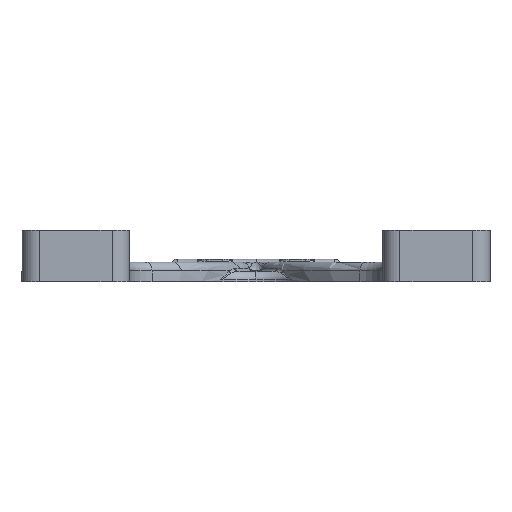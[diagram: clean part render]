
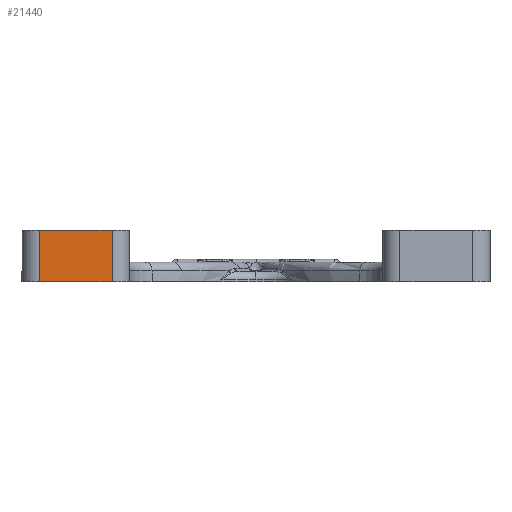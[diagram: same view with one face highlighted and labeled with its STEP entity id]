
A CAD part, left-side view. The second image highlights one B-rep face of the part: STEP entity #21440.
In plain terms, the highlighted planar face has unit normal (-1, 0, 0).
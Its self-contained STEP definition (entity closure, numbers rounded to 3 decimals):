
#1409 = EDGE_CURVE ( 'NONE', #17163, #17161, #18155, .T. ) ;
#1410 = EDGE_CURVE ( 'NONE', #17161, #17158, #18156, .T. ) ;
#1411 = EDGE_CURVE ( 'NONE', #17159, #17158, #18160, .T. ) ;
#1412 = EDGE_CURVE ( 'NONE', #17159, #17163, #18162, .T. ) ;
#5721 = EDGE_LOOP ( 'NONE', ( #14372, #14400, #14354, #14379 ) ) ;
#6571 = CARTESIAN_POINT ( 'NONE',  ( -90., 41.5, 3. ) ) ;
#6572 = CARTESIAN_POINT ( 'NONE',  ( -90., 67.5, 0. ) ) ;
#6577 = DIRECTION ( 'NONE',  ( 0., -1., 0. ) ) ;
#6578 = DIRECTION ( 'NONE',  ( 0., 0., 1. ) ) ;
#6579 = CARTESIAN_POINT ( 'NONE',  ( -90., 67.5, 14.775 ) ) ;
#6580 = DIRECTION ( 'NONE',  ( 0., -1., 0. ) ) ;
#6581 = CARTESIAN_POINT ( 'NONE',  ( -90., 62.5, 3. ) ) ;
#6582 = DIRECTION ( 'NONE',  ( 0., 0., -1. ) ) ;
#7922 = FACE_OUTER_BOUND ( 'NONE', #5721, .T. ) ;
#14354 = ORIENTED_EDGE ( 'NONE', *, *, #1411, .F. ) ;
#14372 = ORIENTED_EDGE ( 'NONE', *, *, #1409, .T. ) ;
#14379 = ORIENTED_EDGE ( 'NONE', *, *, #1412, .T. ) ;
#14400 = ORIENTED_EDGE ( 'NONE', *, *, #1410, .T. ) ;
#17025 = AXIS2_PLACEMENT_3D ( 'NONE', #19120, #19126, #19127 ) ;
#17158 = VERTEX_POINT ( 'NONE', #18731 ) ;
#17159 = VERTEX_POINT ( 'NONE', #18810 ) ;
#17161 = VERTEX_POINT ( 'NONE', #18811 ) ;
#17163 = VERTEX_POINT ( 'NONE', #18812 ) ;
#18155 = LINE ( 'NONE', #6572, #18159 ) ;
#18156 = LINE ( 'NONE', #6571, #18161 ) ;
#18159 = VECTOR ( 'NONE', #6577, 1000. ) ;
#18160 = LINE ( 'NONE', #6579, #18163 ) ;
#18161 = VECTOR ( 'NONE', #6578, 1000. ) ;
#18162 = LINE ( 'NONE', #6581, #18165 ) ;
#18163 = VECTOR ( 'NONE', #6580, 1000. ) ;
#18165 = VECTOR ( 'NONE', #6582, 1000. ) ;
#18731 = CARTESIAN_POINT ( 'NONE',  ( -90., 41.5, 14.775 ) ) ;
#18810 = CARTESIAN_POINT ( 'NONE',  ( -90., 62.5, 14.775 ) ) ;
#18811 = CARTESIAN_POINT ( 'NONE',  ( -90., 41.5, 0. ) ) ;
#18812 = CARTESIAN_POINT ( 'NONE',  ( -90., 62.5, 0. ) ) ;
#19120 = CARTESIAN_POINT ( 'NONE',  ( -90., 67.5, 3. ) ) ;
#19124 = PLANE ( 'NONE',  #17025 ) ;
#19126 = DIRECTION ( 'NONE',  ( 1., 0., 0. ) ) ;
#19127 = DIRECTION ( 'NONE',  ( 0., 1., 0. ) ) ;
#21440 = ADVANCED_FACE ( 'NONE', ( #7922 ), #19124, .F. ) ;
